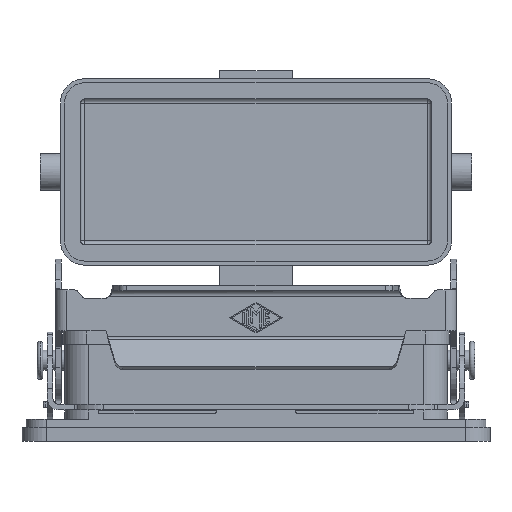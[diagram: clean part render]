
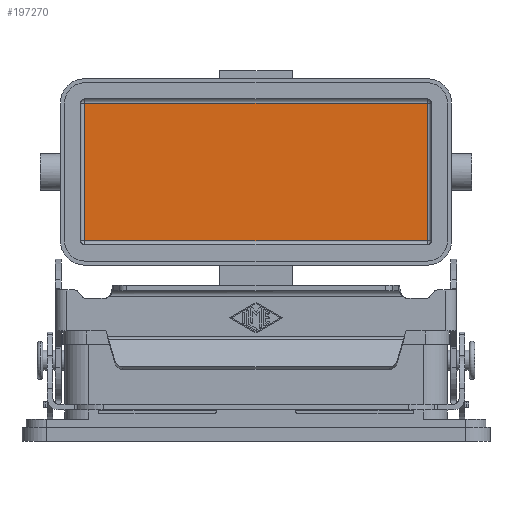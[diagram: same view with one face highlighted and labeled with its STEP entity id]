
A CAD part, front view. The second image highlights one B-rep face of the part: STEP entity #197270.
In plain terms, the highlighted planar face has unit normal (0, -1, 0).
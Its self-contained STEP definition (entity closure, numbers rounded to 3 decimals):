
#196320=CARTESIAN_POINT('',(42.25,45.25,63.5));
#196330=VERTEX_POINT('',#196320);
#196510=CARTESIAN_POINT('',(42.25,45.25,29.5));
#196520=VERTEX_POINT('',#196510);
#196550=CARTESIAN_POINT('',(42.25,45.25,0.));
#196560=DIRECTION('',(0.,0.,-1.));
#196570=VECTOR('',#196560,1.);
#196580=LINE('',#196550,#196570);
#196590=EDGE_CURVE('',#196330,#196520,#196580,.T.);
#196860=CARTESIAN_POINT('',(42.25,45.25,63.5));
#196870=DIRECTION('',(-1.,0.,0.));
#196880=VECTOR('',#196870,1.);
#196890=LINE('',#196860,#196880);
#196900=CARTESIAN_POINT('',(-42.25,45.25,63.5));
#196910=VERTEX_POINT('',#196900);
#196920=EDGE_CURVE('',#196330,#196910,#196890,.T.);
#197040=CARTESIAN_POINT('',(0.,45.25,63.5));
#197050=DIRECTION('',(0.,-1.,0.));
#197060=DIRECTION('',(0.,0.,-1.));
#197070=AXIS2_PLACEMENT_3D('',#197040,#197050,#197060);
#197080=PLANE('',#197070);
#197090=ORIENTED_EDGE('',*,*,#196920,.T.);
#197100=ORIENTED_EDGE('',*,*,#196590,.F.);
#197110=CARTESIAN_POINT('',(0.,45.25,29.5));
#197120=DIRECTION('',(-1.,0.,0.));
#197130=VECTOR('',#197120,1.);
#197140=LINE('',#197110,#197130);
#197150=CARTESIAN_POINT('',(-42.25,45.25,29.5));
#197160=VERTEX_POINT('',#197150);
#197170=EDGE_CURVE('',#196520,#197160,#197140,.T.);
#197180=ORIENTED_EDGE('',*,*,#197170,.F.);
#197190=CARTESIAN_POINT('',(-42.25,45.25,0.));
#197200=DIRECTION('',(0.,0.,-1.));
#197210=VECTOR('',#197200,1.);
#197220=LINE('',#197190,#197210);
#197230=EDGE_CURVE('',#196910,#197160,#197220,.T.);
#197240=ORIENTED_EDGE('',*,*,#197230,.T.);
#197250=EDGE_LOOP('',(#197240,#197180,#197100,#197090));
#197260=FACE_OUTER_BOUND('',#197250,.T.);
#197270=ADVANCED_FACE('',(#197260),#197080,.T.);
